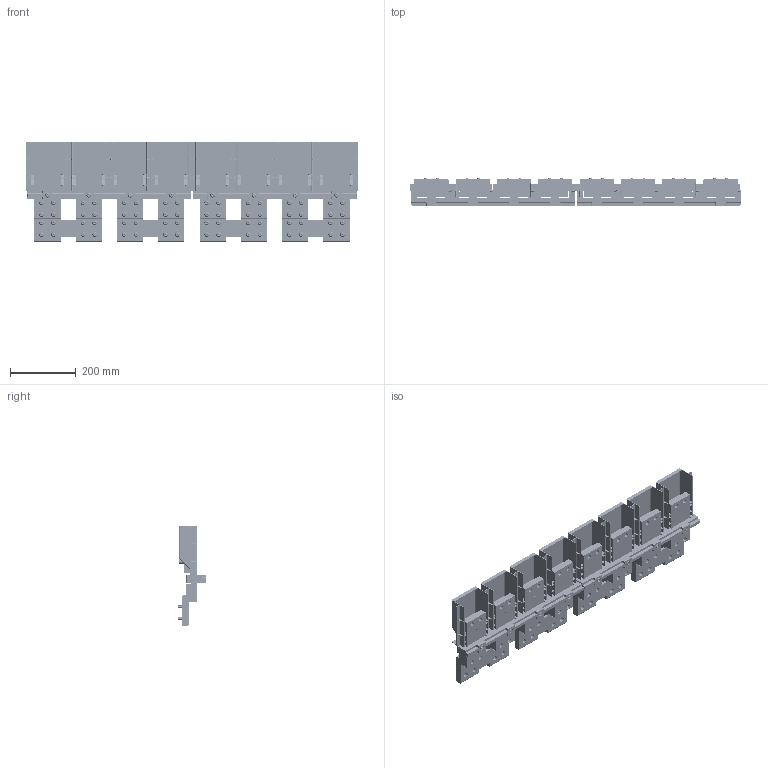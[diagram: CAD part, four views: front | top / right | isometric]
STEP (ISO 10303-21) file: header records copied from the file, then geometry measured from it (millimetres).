
FILE_DESCRIPTION(('CATIA V5 STEP Exchange'),'2;1');
FILE_NAME('1SDH001252R0336_E6.2_IV_FS_F_TERMINALS_F_UPPER.stp','2014-11-06T16:24:52+00:00',('none'),('none'),'CATIA Version 5 Release 20 SP 6 (IN-10)','CATIA V5 STEP AP214','none');
FILE_SCHEMA(('AUTOMOTIVE_DESIGN { 1 0 10303 214 1 1 1 1 }'));
Products named in the file (1): 1SDH001252R0336_E6.2_IV_FS_F_TERMINALS_F_UPPER
Bounding box: 1013 x 83.4 x 304 mm (x, y, z)
Volume: 5256746.7 mm3; surface area: 1670036.1 mm2
Topology: 174 solids, 174 shells, 5816 faces, 15004 edges, 9272 vertices
Faces by surface type: plane 2644, cylinder 2404, sphere 560, cone 160, bspline 32, torus 16
Entity records: 173818 total; most frequent: CARTESIAN_POINT 43469, ORIENTED_EDGE 28952, DIRECTION 21340, EDGE_CURVE 14476, VERTEX_POINT 9272, AXIS2_PLACEMENT_3D 8961, VECTOR 8028, LINE 8028
